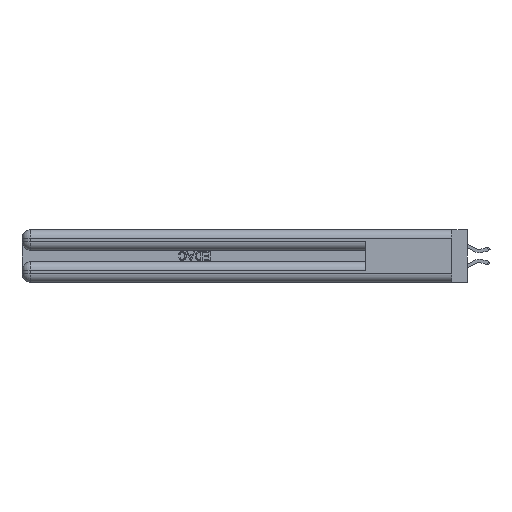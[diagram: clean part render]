
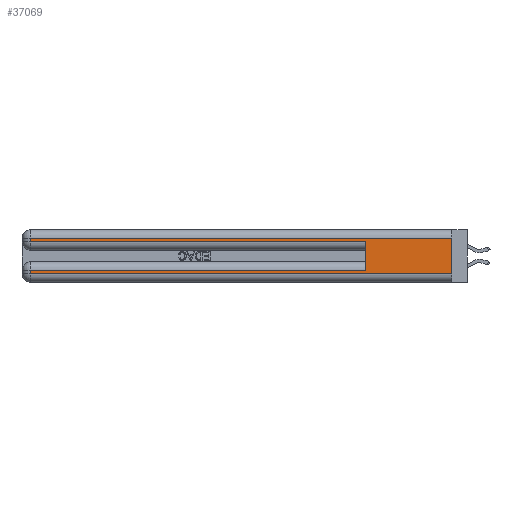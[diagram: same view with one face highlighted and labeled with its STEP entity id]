
A CAD part, left-side view. The second image highlights one B-rep face of the part: STEP entity #37069.
In plain terms, the highlighted planar face has unit normal (-1, 0, 0).
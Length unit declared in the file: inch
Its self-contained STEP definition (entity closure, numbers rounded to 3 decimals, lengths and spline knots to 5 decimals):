
#1018 = CARTESIAN_POINT ( 'NONE',  ( 0., 2.94, 0.37 ) ) ;
#1139 = VERTEX_POINT ( 'NONE', #4425 ) ;
#1367 = EDGE_CURVE ( 'NONE', #15764, #18187, #43651, .T. ) ;
#2740 = CARTESIAN_POINT ( 'NONE',  ( 0., 0.6, 0.285 ) ) ;
#3253 = VERTEX_POINT ( 'NONE', #27366 ) ;
#4075 = LINE ( 'NONE', #4446, #22912 ) ;
#4425 = CARTESIAN_POINT ( 'NONE',  ( 0., 2.94, 0.085 ) ) ;
#4446 = CARTESIAN_POINT ( 'NONE',  ( 0., 0., 0.37 ) ) ;
#6412 = ORIENTED_EDGE ( 'NONE', *, *, #14956, .F. ) ;
#7477 = VERTEX_POINT ( 'NONE', #43812 ) ;
#8677 = LINE ( 'NONE', #44350, #27417 ) ;
#9150 = CARTESIAN_POINT ( 'NONE',  ( 0., 0., 0.06 ) ) ;
#9326 = DIRECTION ( 'NONE',  ( 0., 1., 0. ) ) ;
#10855 = LINE ( 'NONE', #1018, #40509 ) ;
#11125 = ORIENTED_EDGE ( 'NONE', *, *, #11498, .T. ) ;
#11178 = PLANE ( 'NONE',  #39853 ) ;
#11371 = LINE ( 'NONE', #19677, #30021 ) ;
#11498 = EDGE_CURVE ( 'NONE', #18187, #3253, #10855, .T. ) ;
#12349 = EDGE_CURVE ( 'NONE', #7477, #44986, #16672, .T. ) ;
#13500 = ORIENTED_EDGE ( 'NONE', *, *, #30846, .T. ) ;
#14703 = EDGE_LOOP ( 'NONE', ( #6412, #38437, #11125, #13500, #43055, #34423, #37877, #19372 ) ) ;
#14956 = EDGE_CURVE ( 'NONE', #15764, #44986, #4075, .T. ) ;
#15764 = VERTEX_POINT ( 'NONE', #39248 ) ;
#16015 = LINE ( 'NONE', #34278, #34573 ) ;
#16672 = LINE ( 'NONE', #9150, #46184 ) ;
#17855 = CARTESIAN_POINT ( 'NONE',  ( 0., 0., 0.085 ) ) ;
#18187 = VERTEX_POINT ( 'NONE', #25337 ) ;
#19372 = ORIENTED_EDGE ( 'NONE', *, *, #12349, .T. ) ;
#19677 = CARTESIAN_POINT ( 'NONE',  ( 0., 0.6, 0.145 ) ) ;
#20250 = CARTESIAN_POINT ( 'NONE',  ( 0., 0., 0.06 ) ) ;
#22354 = CARTESIAN_POINT ( 'NONE',  ( 0., 0., 0.37 ) ) ;
#22523 = DIRECTION ( 'NONE',  ( 0., 0., -1. ) ) ;
#22912 = VECTOR ( 'NONE', #23191, 39.37008 ) ;
#23023 = VERTEX_POINT ( 'NONE', #26678 ) ;
#23191 = DIRECTION ( 'NONE',  ( 0., 0., -1. ) ) ;
#23433 = DIRECTION ( 'NONE',  ( 0., 0., 1. ) ) ;
#24059 = VECTOR ( 'NONE', #9326, 39.37008 ) ;
#25337 = CARTESIAN_POINT ( 'NONE',  ( 0., 2.94, 0.31 ) ) ;
#26678 = CARTESIAN_POINT ( 'NONE',  ( 0., 0.6, 0.085 ) ) ;
#26999 = VECTOR ( 'NONE', #36451, 39.37008 ) ;
#27366 = CARTESIAN_POINT ( 'NONE',  ( 0., 2.94, 0.285 ) ) ;
#27417 = VECTOR ( 'NONE', #37110, 39.37008 ) ;
#29282 = EDGE_CURVE ( 'NONE', #23023, #1139, #37944, .T. ) ;
#30021 = VECTOR ( 'NONE', #23433, 39.37008 ) ;
#30846 = EDGE_CURVE ( 'NONE', #3253, #41860, #8677, .T. ) ;
#30987 = DIRECTION ( 'NONE',  ( 0., 0., -1. ) ) ;
#31536 = DIRECTION ( 'NONE',  ( 0., -1., 0. ) ) ;
#34278 = CARTESIAN_POINT ( 'NONE',  ( 0., 2.94, 0.37 ) ) ;
#34423 = ORIENTED_EDGE ( 'NONE', *, *, #29282, .T. ) ;
#34573 = VECTOR ( 'NONE', #37981, 39.37008 ) ;
#35396 = CARTESIAN_POINT ( 'NONE',  ( 0., 0., 0.31 ) ) ;
#36451 = DIRECTION ( 'NONE',  ( 0., 1., 0. ) ) ;
#37069 = ADVANCED_FACE ( 'NONE', ( #38910 ), #11178, .F. ) ;
#37110 = DIRECTION ( 'NONE',  ( 0., -1., 0. ) ) ;
#37877 = ORIENTED_EDGE ( 'NONE', *, *, #45578, .T. ) ;
#37944 = LINE ( 'NONE', #17855, #26999 ) ;
#37981 = DIRECTION ( 'NONE',  ( 0., 0., -1. ) ) ;
#38437 = ORIENTED_EDGE ( 'NONE', *, *, #1367, .T. ) ;
#38910 = FACE_OUTER_BOUND ( 'NONE', #14703, .T. ) ;
#39248 = CARTESIAN_POINT ( 'NONE',  ( 0., 0., 0.31 ) ) ;
#39853 = AXIS2_PLACEMENT_3D ( 'NONE', #22354, #44586, #22523 ) ;
#40509 = VECTOR ( 'NONE', #30987, 39.37008 ) ;
#41860 = VERTEX_POINT ( 'NONE', #2740 ) ;
#43055 = ORIENTED_EDGE ( 'NONE', *, *, #44098, .F. ) ;
#43651 = LINE ( 'NONE', #35396, #24059 ) ;
#43812 = CARTESIAN_POINT ( 'NONE',  ( 0., 2.94, 0.06 ) ) ;
#44098 = EDGE_CURVE ( 'NONE', #23023, #41860, #11371, .T. ) ;
#44350 = CARTESIAN_POINT ( 'NONE',  ( 0., 0., 0.285 ) ) ;
#44586 = DIRECTION ( 'NONE',  ( 1., 0., 0. ) ) ;
#44986 = VERTEX_POINT ( 'NONE', #20250 ) ;
#45578 = EDGE_CURVE ( 'NONE', #1139, #7477, #16015, .T. ) ;
#46184 = VECTOR ( 'NONE', #31536, 39.37008 ) ;
